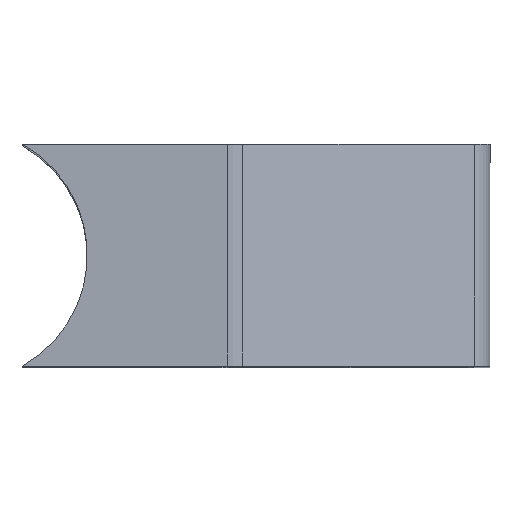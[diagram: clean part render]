
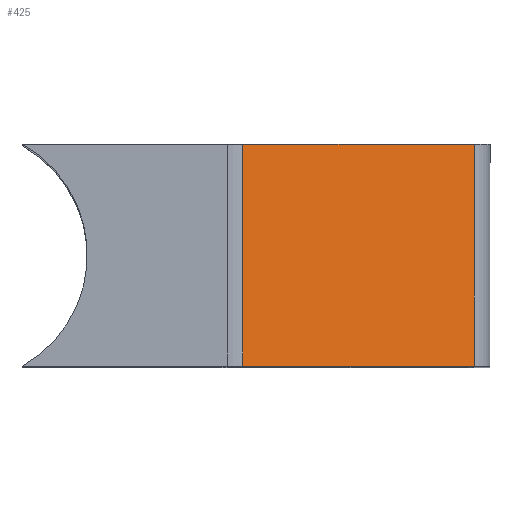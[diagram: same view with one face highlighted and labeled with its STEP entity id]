
A CAD part, top view. The second image highlights one B-rep face of the part: STEP entity #425.
In plain terms, the highlighted planar face has unit normal (0.5, 0, 0.866).
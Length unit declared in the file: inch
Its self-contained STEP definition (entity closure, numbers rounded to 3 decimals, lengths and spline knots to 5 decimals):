
#24 = EDGE_CURVE ( 'NONE', #524, #270, #436, .T. ) ;
#30 = ORIENTED_EDGE ( 'NONE', *, *, #24, .T. ) ;
#40 = CARTESIAN_POINT ( 'NONE',  ( 2.01124, 0.875, 3.51966 ) ) ;
#45 = VECTOR ( 'NONE', #224, 39.37008 ) ;
#124 = CARTESIAN_POINT ( 'NONE',  ( 2.02478, 0., 3.51184 ) ) ;
#128 = VECTOR ( 'NONE', #474, 39.37008 ) ;
#212 = PLANE ( 'NONE',  #269 ) ;
#224 = DIRECTION ( 'NONE',  ( 0., -1., 0. ) ) ;
#235 = ORIENTED_EDGE ( 'NONE', *, *, #691, .T. ) ;
#243 = LINE ( 'NONE', #863, #128 ) ;
#265 = VECTOR ( 'NONE', #509, 39.37008 ) ;
#269 = AXIS2_PLACEMENT_3D ( 'NONE', #1002, #1006, #608 ) ;
#270 = VERTEX_POINT ( 'NONE', #586 ) ;
#341 = VERTEX_POINT ( 'NONE', #991 ) ;
#347 = LINE ( 'NONE', #423, #265 ) ;
#361 = DIRECTION ( 'NONE',  ( -0.866, 0., 0.5 ) ) ;
#370 = LINE ( 'NONE', #124, #45 ) ;
#371 = EDGE_CURVE ( 'NONE', #524, #435, #370, .T. ) ;
#423 = CARTESIAN_POINT ( 'NONE',  ( 1.113, 0., 4.03825 ) ) ;
#425 = ADVANCED_FACE ( 'NONE', ( #913 ), #212, .F. ) ;
#435 = VERTEX_POINT ( 'NONE', #927 ) ;
#436 = LINE ( 'NONE', #40, #584 ) ;
#474 = DIRECTION ( 'NONE',  ( 0.866, 0., -0.5 ) ) ;
#509 = DIRECTION ( 'NONE',  ( 0., -1., 0. ) ) ;
#524 = VERTEX_POINT ( 'NONE', #639 ) ;
#584 = VECTOR ( 'NONE', #361, 39.37008 ) ;
#586 = CARTESIAN_POINT ( 'NONE',  ( 1.113, 0.875, 4.03825 ) ) ;
#608 = DIRECTION ( 'NONE',  ( -0.866, 0., 0.5 ) ) ;
#639 = CARTESIAN_POINT ( 'NONE',  ( 2.02478, 0.875, 3.51184 ) ) ;
#691 = EDGE_CURVE ( 'NONE', #270, #341, #347, .T. ) ;
#863 = CARTESIAN_POINT ( 'NONE',  ( 2.01124, 0., 3.51966 ) ) ;
#913 = FACE_OUTER_BOUND ( 'NONE', #1014, .T. ) ;
#917 = EDGE_CURVE ( 'NONE', #341, #435, #243, .T. ) ;
#927 = CARTESIAN_POINT ( 'NONE',  ( 2.02478, 0., 3.51184 ) ) ;
#937 = ORIENTED_EDGE ( 'NONE', *, *, #917, .T. ) ;
#985 = ORIENTED_EDGE ( 'NONE', *, *, #371, .F. ) ;
#991 = CARTESIAN_POINT ( 'NONE',  ( 1.113, 0., 4.03825 ) ) ;
#1002 = CARTESIAN_POINT ( 'NONE',  ( 2.01124, 0., 3.51966 ) ) ;
#1006 = DIRECTION ( 'NONE',  ( -0.5, 0., -0.866 ) ) ;
#1014 = EDGE_LOOP ( 'NONE', ( #985, #30, #235, #937 ) ) ;
